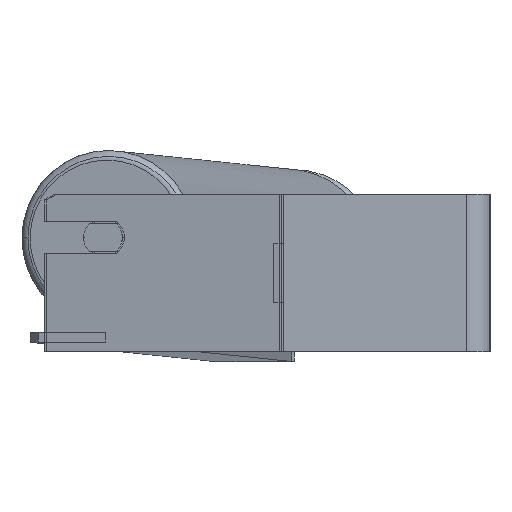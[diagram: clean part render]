
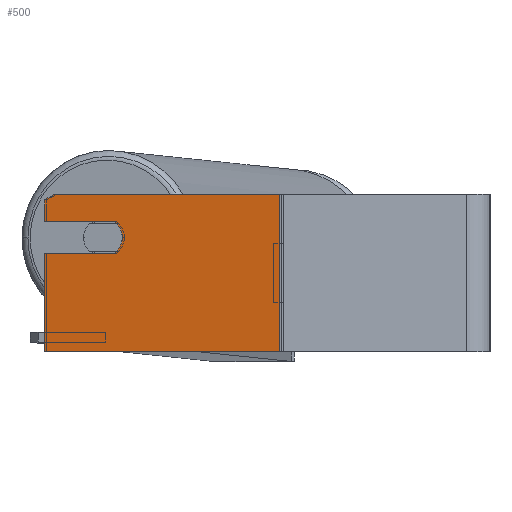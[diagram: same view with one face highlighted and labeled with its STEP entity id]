
A CAD part, left-side view. The second image highlights one B-rep face of the part: STEP entity #500.
In plain terms, the highlighted planar face has unit normal (-0.985, 0.174, 0).
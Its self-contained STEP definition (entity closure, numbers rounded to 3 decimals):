
#134 = CARTESIAN_POINT ( 'NONE',  ( -849.818, 107.14, 40. ) ) ;
#170 = EDGE_CURVE ( 'NONE', #5515, #7829, #1308, .T. ) ;
#406 = LINE ( 'NONE', #3988, #3258 ) ;
#438 = CARTESIAN_POINT ( 'NONE',  ( -828.796, 226.361, 40. ) ) ;
#500 = ADVANCED_FACE ( 'NONE', ( #2645 ), #1926, .F. ) ;
#633 = CIRCLE ( 'NONE', #1819, 10. ) ;
#785 = CARTESIAN_POINT ( 'NONE',  ( -828.796, 226.361, -40. ) ) ;
#803 = CARTESIAN_POINT ( 'NONE',  ( -834.005, 196.816, 18. ) ) ;
#941 = ORIENTED_EDGE ( 'NONE', *, *, #6082, .T. ) ;
#1010 = DIRECTION ( 'NONE',  ( 0., 0., -1. ) ) ;
#1207 = CARTESIAN_POINT ( 'NONE',  ( -835.047, 190.908, 10. ) ) ;
#1235 = VERTEX_POINT ( 'NONE', #3998 ) ;
#1236 = VERTEX_POINT ( 'NONE', #2686 ) ;
#1308 = LINE ( 'NONE', #2914, #5815 ) ;
#1532 = CARTESIAN_POINT ( 'NONE',  ( -828.796, 226.361, 37.113 ) ) ;
#1553 = ORIENTED_EDGE ( 'NONE', *, *, #1698, .T. ) ;
#1698 = EDGE_CURVE ( 'NONE', #6590, #1236, #406, .T. ) ;
#1768 = CARTESIAN_POINT ( 'NONE',  ( -834.005, 196.816, 18. ) ) ;
#1811 = EDGE_CURVE ( 'NONE', #1235, #7829, #5893, .T. ) ;
#1819 = AXIS2_PLACEMENT_3D ( 'NONE', #803, #8580, #8012 ) ;
#1870 = VERTEX_POINT ( 'NONE', #4418 ) ;
#1926 = PLANE ( 'NONE',  #2137 ) ;
#1997 = DIRECTION ( 'NONE',  ( 0.174, 0.985, 0. ) ) ;
#2044 = CARTESIAN_POINT ( 'NONE',  ( -835.047, 190.908, 26. ) ) ;
#2137 = AXIS2_PLACEMENT_3D ( 'NONE', #438, #4870, #8499 ) ;
#2212 = VECTOR ( 'NONE', #7163, 1000. ) ;
#2370 = CARTESIAN_POINT ( 'NONE',  ( -828.796, 226.361, 40. ) ) ;
#2554 = EDGE_CURVE ( 'NONE', #9264, #3061, #633, .T. ) ;
#2592 = CARTESIAN_POINT ( 'NONE',  ( -828.796, 226.361, 37.113 ) ) ;
#2614 = CARTESIAN_POINT ( 'NONE',  ( -828.796, 226.361, 40. ) ) ;
#2645 = FACE_OUTER_BOUND ( 'NONE', #4453, .T. ) ;
#2668 = LINE ( 'NONE', #2614, #5454 ) ;
#2686 = CARTESIAN_POINT ( 'NONE',  ( -828.796, 226.361, 26. ) ) ;
#2866 = ORIENTED_EDGE ( 'NONE', *, *, #5670, .F. ) ;
#2914 = CARTESIAN_POINT ( 'NONE',  ( -849.818, 107.14, 40. ) ) ;
#2928 = CARTESIAN_POINT ( 'NONE',  ( -849.818, 107.14, -40. ) ) ;
#2954 = DIRECTION ( 'NONE',  ( -0.174, -0.985, 0. ) ) ;
#3061 = VERTEX_POINT ( 'NONE', #6847 ) ;
#3258 = VECTOR ( 'NONE', #3341, 1000. ) ;
#3341 = DIRECTION ( 'NONE',  ( 0., 0., -1. ) ) ;
#3497 = ORIENTED_EDGE ( 'NONE', *, *, #5927, .F. ) ;
#3643 = ORIENTED_EDGE ( 'NONE', *, *, #5921, .T. ) ;
#3742 = VECTOR ( 'NONE', #9308, 1000. ) ;
#3874 = ORIENTED_EDGE ( 'NONE', *, *, #170, .F. ) ;
#3988 = CARTESIAN_POINT ( 'NONE',  ( -828.796, 226.361, 40. ) ) ;
#3998 = CARTESIAN_POINT ( 'NONE',  ( -828.796, 226.361, -40. ) ) ;
#4153 = ORIENTED_EDGE ( 'NONE', *, *, #6964, .F. ) ;
#4418 = CARTESIAN_POINT ( 'NONE',  ( -829.664, 221.437, 40. ) ) ;
#4422 = VERTEX_POINT ( 'NONE', #2044 ) ;
#4453 = EDGE_LOOP ( 'NONE', ( #4153, #3643, #1553, #8746, #2866, #5353, #3497, #941, #8247, #3874 ) ) ;
#4870 = DIRECTION ( 'NONE',  ( 0.985, -0.174, 0. ) ) ;
#4931 = LINE ( 'NONE', #8473, #8427 ) ;
#4989 = CARTESIAN_POINT ( 'NONE',  ( -835.047, 190.908, 10. ) ) ;
#5084 = LINE ( 'NONE', #1532, #2212 ) ;
#5353 = ORIENTED_EDGE ( 'NONE', *, *, #2554, .F. ) ;
#5454 = VECTOR ( 'NONE', #8560, 1000. ) ;
#5515 = VERTEX_POINT ( 'NONE', #134 ) ;
#5670 = EDGE_CURVE ( 'NONE', #3061, #4422, #8271, .T. ) ;
#5743 = EDGE_CURVE ( 'NONE', #4422, #1236, #4931, .T. ) ;
#5746 = VECTOR ( 'NONE', #1010, 1000. ) ;
#5815 = VECTOR ( 'NONE', #6473, 1000. ) ;
#5893 = LINE ( 'NONE', #785, #9010 ) ;
#5921 = EDGE_CURVE ( 'NONE', #1870, #6590, #5084, .T. ) ;
#5927 = EDGE_CURVE ( 'NONE', #6874, #9264, #5937, .T. ) ;
#5937 = LINE ( 'NONE', #4989, #3742 ) ;
#6044 = CARTESIAN_POINT ( 'NONE',  ( -828.796, 226.361, 10. ) ) ;
#6082 = EDGE_CURVE ( 'NONE', #6874, #1235, #7513, .T. ) ;
#6473 = DIRECTION ( 'NONE',  ( 0., 0., -1. ) ) ;
#6497 = AXIS2_PLACEMENT_3D ( 'NONE', #1768, #6805, #7578 ) ;
#6590 = VERTEX_POINT ( 'NONE', #2592 ) ;
#6805 = DIRECTION ( 'NONE',  ( -0.985, 0.174, 0. ) ) ;
#6847 = CARTESIAN_POINT ( 'NONE',  ( -835.742, 186.968, 18. ) ) ;
#6874 = VERTEX_POINT ( 'NONE', #6044 ) ;
#6964 = EDGE_CURVE ( 'NONE', #1870, #5515, #2668, .T. ) ;
#7163 = DIRECTION ( 'NONE',  ( 0.15, 0.853, -0.5 ) ) ;
#7513 = LINE ( 'NONE', #2370, #5746 ) ;
#7578 = DIRECTION ( 'NONE',  ( -0.174, -0.985, 0. ) ) ;
#7829 = VERTEX_POINT ( 'NONE', #2928 ) ;
#8012 = DIRECTION ( 'NONE',  ( -0.174, -0.985, 0. ) ) ;
#8247 = ORIENTED_EDGE ( 'NONE', *, *, #1811, .T. ) ;
#8271 = CIRCLE ( 'NONE', #6497, 10. ) ;
#8427 = VECTOR ( 'NONE', #1997, 1000. ) ;
#8473 = CARTESIAN_POINT ( 'NONE',  ( -835.047, 190.908, 26. ) ) ;
#8499 = DIRECTION ( 'NONE',  ( 0.174, 0.985, 0. ) ) ;
#8560 = DIRECTION ( 'NONE',  ( -0.174, -0.985, 0. ) ) ;
#8580 = DIRECTION ( 'NONE',  ( -0.985, 0.174, 0. ) ) ;
#8746 = ORIENTED_EDGE ( 'NONE', *, *, #5743, .F. ) ;
#9010 = VECTOR ( 'NONE', #2954, 1000. ) ;
#9264 = VERTEX_POINT ( 'NONE', #1207 ) ;
#9308 = DIRECTION ( 'NONE',  ( -0.174, -0.985, 0. ) ) ;
